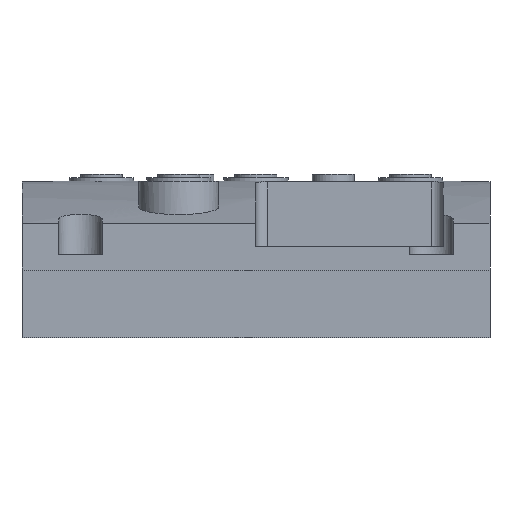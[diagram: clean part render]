
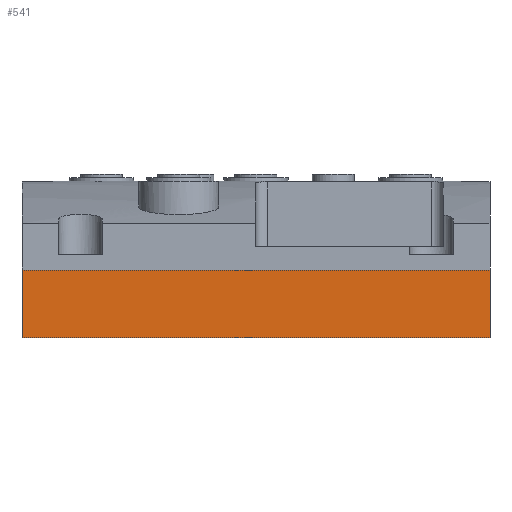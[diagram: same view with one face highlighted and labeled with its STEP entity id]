
A CAD part, front view. The second image highlights one B-rep face of the part: STEP entity #541.
In plain terms, the highlighted planar face has unit normal (0, -1, 0).
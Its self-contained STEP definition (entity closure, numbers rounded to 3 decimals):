
#485=CARTESIAN_POINT('Line Origine',(100.,-160.,14.5)) ;
#489=CARTESIAN_POINT('Vertex',(100.,-160.,0.)) ;
#491=CARTESIAN_POINT('Vertex',(100.,-160.,29.)) ;
#511=CARTESIAN_POINT('Axis2P3D Location',(100.,-160.,0.)) ;
#516=CARTESIAN_POINT('Line Origine',(-100.,-160.,14.5)) ;
#520=CARTESIAN_POINT('Vertex',(-100.,-160.,0.)) ;
#522=CARTESIAN_POINT('Vertex',(-100.,-160.,29.)) ;
#525=CARTESIAN_POINT('Line Origine',(0.,-160.,0.)) ;
#530=CARTESIAN_POINT('Line Origine',(0.,-160.,29.)) ;
#486=DIRECTION('Vector Direction',(0.,0.,1.)) ;
#512=DIRECTION('Axis2P3D Direction',(0.,1.,-0.)) ;
#513=DIRECTION('Axis2P3D XDirection',(-1.,0.,0.)) ;
#517=DIRECTION('Vector Direction',(0.,0.,1.)) ;
#526=DIRECTION('Vector Direction',(-1.,0.,0.)) ;
#531=DIRECTION('Vector Direction',(-1.,0.,0.)) ;
#514=AXIS2_PLACEMENT_3D('Plane Axis2P3D',#511,#512,#513) ;
#536=ORIENTED_EDGE('',*,*,#524,.F.) ;
#537=ORIENTED_EDGE('',*,*,#529,.T.) ;
#538=ORIENTED_EDGE('',*,*,#493,.T.) ;
#539=ORIENTED_EDGE('',*,*,#534,.F.) ;
#487=VECTOR('Line Direction',#486,1.) ;
#518=VECTOR('Line Direction',#517,1.) ;
#527=VECTOR('Line Direction',#526,1.) ;
#532=VECTOR('Line Direction',#531,1.) ;
#541=ADVANCED_FACE('PartBody',(#540),#515,.F.) ;
#493=EDGE_CURVE('',#490,#492,#488,.T.) ;
#524=EDGE_CURVE('',#521,#523,#519,.T.) ;
#529=EDGE_CURVE('',#521,#490,#528,.F.) ;
#534=EDGE_CURVE('',#523,#492,#533,.F.) ;
#535=EDGE_LOOP('',(#536,#537,#538,#539)) ;
#540=FACE_OUTER_BOUND('',#535,.T.) ;
#488=LINE('Line',#485,#487) ;
#519=LINE('Line',#516,#518) ;
#528=LINE('Line',#525,#527) ;
#533=LINE('Line',#530,#532) ;
#515=PLANE('',#514) ;
#490=VERTEX_POINT('',#489) ;
#492=VERTEX_POINT('',#491) ;
#521=VERTEX_POINT('',#520) ;
#523=VERTEX_POINT('',#522) ;
